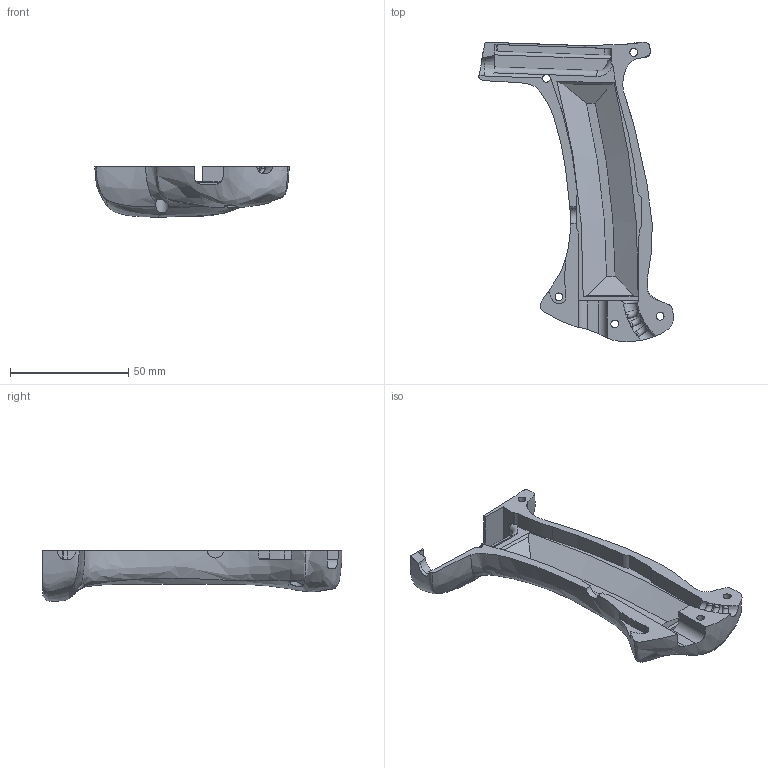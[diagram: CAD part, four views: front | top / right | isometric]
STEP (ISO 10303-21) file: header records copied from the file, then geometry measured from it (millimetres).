
FILE_DESCRIPTION(/* description */ (''),/* implementation_level */ '2;1');
FILE_NAME(/* name */ 'Right.step',/* time_stamp */ '2022-11-26T11:27:13-05:00',/* author */ (''),/* organization */ (''),/* preprocessor_version */ 'ST-DEVELOPER v19.2',/* originating_system */ 'Autodesk Translation Framework v11.17.0.187',/* authorisation */ '');
FILE_SCHEMA (('AUTOMOTIVE_DESIGN { 1 0 10303 214 3 1 1 }'));
Length unit declared in the file: millimetre
Products named in the file (1): Right
Bounding box: 82.14 x 126.7 x 21.33 mm (x, y, z)
Volume: 36937.2 mm3; surface area: 18314.2 mm2
Topology: 1 solids, 1 shells, 129 faces, 367 edges, 242 vertices
Faces by surface type: cylinder 45, plane 42, bspline 31, torus 8, cone 3
Full cylindrical faces by diameter (mm): 3.3 x5, 5.6 x1
Entity records: 11060 total; most frequent: CARTESIAN_POINT 7954, ORIENTED_EDGE 734, DIRECTION 512, EDGE_CURVE 367, VERTEX_POINT 242, AXIS2_PLACEMENT_3D 197, EDGE_LOOP 141, B_SPLINE_CURVE_WITH_KNOTS 140
